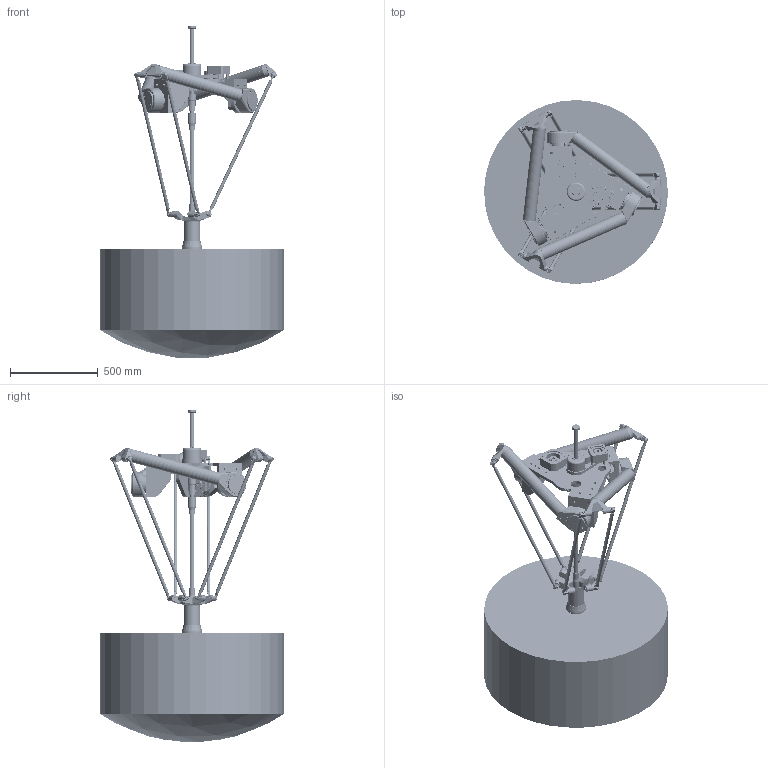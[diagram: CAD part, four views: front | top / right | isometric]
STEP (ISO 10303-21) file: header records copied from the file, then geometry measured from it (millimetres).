
FILE_DESCRIPTION(/* description */ ('Norm.iam Teamplte','CAx-IF Rec.Pracs.---Representation and Presentation of Product Manufacturing Information (PMI)---3.8---2014-02-18'),/* implementation_level */ '2;1');
FILE_NAME(/* name */ '3D-model_A_01002-160.stp',/* time_stamp */ '2023-06-05T09:20:32+02:00',/* author */ ('enrico.reif'),/* organization */ (''),/* preprocessor_version */ 'ST-DEVELOPER v16.5',/* originating_system */ 'Autodesk Inventor 2017',/* authorisation */ '');
FILE_SCHEMA (('AP242_MANAGED_MODEL_BASED_3D_ENGINEERING_MIM_LF { 1 0 10303 442 1 1 4 }'));
Products named in the file (13): A_01002-160_DUMMY DELTA Robotermechanik RLZ4-1050-6kg; MT_BGR00103425 Dummy Kopfplatte; MT_WST00106889 Dummy Kopfplatte; MT_WST00106894; MT_WST00106893 Dummy Oberarm; MT_WST00068730MT_WST; MT_WST00068923MT_WST; MT_WST00068735MT_WST; MT_WST00068733MT_WST; MT_WST00100414; MT_WST00106935; MT_WST00106936; MT_WST00106873 Arbeitsbereich
Assembly tree (32 placements, depth 3):
  A_01002-160_DUMMY DELTA Robotermechanik RLZ4-1050-6kg
    MT_BGR00103425 Dummy Kopfplatte
      MT_WST00106889 Dummy Kopfplatte
      MT_WST00106894  x3
    MT_WST00106893 Dummy Oberarm  x3
    MT_WST00068730MT_WST  x12
    MT_WST00068923MT_WST
    MT_WST00068735MT_WST
    MT_WST00068733MT_WST
    MT_WST00100414
    MT_WST00106935  x6
    MT_WST00106936
    MT_WST00106873 Arbeitsbereich
Bounding box: 1049.67 x 1049.67 x 1896.08 mm (x, y, z)
Volume: 491522481.1 mm3; surface area: 6458143.8 mm2
Topology: 32 solids, 104 shells, 5178 faces, 11958 edges, 7597 vertices
Faces by surface type: plane 2699, cylinder 1428, cone 703, bspline 176, torus 167, sphere 5
Full cylindrical faces by diameter (mm): 3 x3, 3.3 x45, 4 x52, 4.5 x96, 4.917 x42, 5 x3, 6 x18, 6.4 x3, 6.6 x8, 6.647 x8, 7 x63, 7.6 x12, 8 x91, 8.4 x1, 9 x12, 9.5 x3, 9.6 x3, 9.73 x6, 9.8 x6, 10 x50, 10.106 x21, 11 x4, 12 x34, 13.835 x12, 14 x16, 15 x24, 16 x2, 17 x6, 18 x30, 19 x9
Entity records: 86093 total; most frequent: CARTESIAN_POINT 23399, DIRECTION 12487, ORIENTED_EDGE 11314, EDGE_CURVE 5650, AXIS2_PLACEMENT_3D 4703, VERTEX_POINT 3997, EDGE_LOOP 3944, LINE 3081
